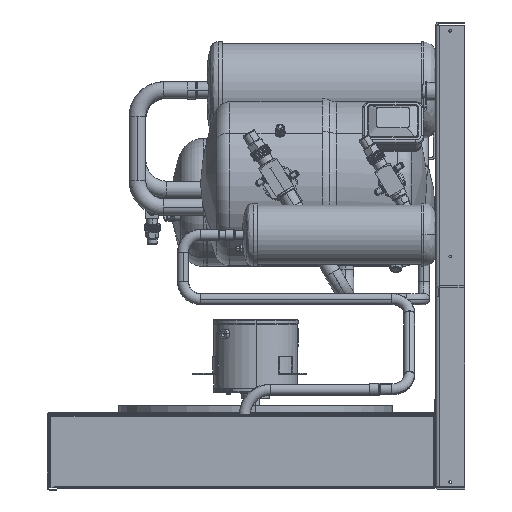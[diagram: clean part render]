
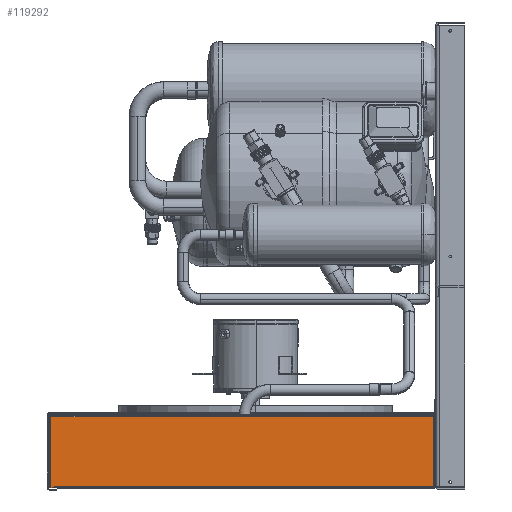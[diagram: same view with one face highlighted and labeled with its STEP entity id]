
A CAD part, left-side view. The second image highlights one B-rep face of the part: STEP entity #119292.
In plain terms, the highlighted face is planar.
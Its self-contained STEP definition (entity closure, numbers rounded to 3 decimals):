
#429 = DIRECTION ( 'NONE',  ( 0., 1., 0. ) ) ;
#3327 = LINE ( 'NONE', #29009, #96142 ) ;
#4664 = VERTEX_POINT ( 'NONE', #17742 ) ;
#4749 = ORIENTED_EDGE ( 'NONE', *, *, #42645, .F. ) ;
#6907 = VERTEX_POINT ( 'NONE', #8521 ) ;
#8173 = EDGE_LOOP ( 'NONE', ( #113118, #86902, #117636, #45055, #83645, #40104, #26787, #18140, #92151, #42709, #4749, #116063 ) ) ;
#8521 = CARTESIAN_POINT ( 'NONE',  ( 0., 654.8, -121.25 ) ) ;
#10942 = VECTOR ( 'NONE', #82005, 1000. ) ;
#11570 = CARTESIAN_POINT ( 'NONE',  ( 0., 645.5, -2.55 ) ) ;
#12411 = CARTESIAN_POINT ( 'NONE',  ( 0., 0., -121.25 ) ) ;
#13038 = CARTESIAN_POINT ( 'NONE',  ( 0., 1.8, -125.3 ) ) ;
#13968 = VECTOR ( 'NONE', #429, 1000. ) ;
#14502 = VERTEX_POINT ( 'NONE', #88842 ) ;
#16130 = VERTEX_POINT ( 'NONE', #11570 ) ;
#17742 = CARTESIAN_POINT ( 'NONE',  ( 0., 654.8, -122. ) ) ;
#18140 = ORIENTED_EDGE ( 'NONE', *, *, #90579, .T. ) ;
#18885 = VERTEX_POINT ( 'NONE', #110476 ) ;
#22700 = VECTOR ( 'NONE', #50417, 1000. ) ;
#24672 = VERTEX_POINT ( 'NONE', #37648 ) ;
#24737 = EDGE_CURVE ( 'NONE', #100025, #16130, #64697, .T. ) ;
#26787 = ORIENTED_EDGE ( 'NONE', *, *, #119718, .F. ) ;
#28742 = LINE ( 'NONE', #67573, #50463 ) ;
#29009 = CARTESIAN_POINT ( 'NONE',  ( 0., 659.8, -125.3 ) ) ;
#30898 = VECTOR ( 'NONE', #49178, 1000. ) ;
#31592 = CARTESIAN_POINT ( 'NONE',  ( 0., 645.5, -1.8 ) ) ;
#37648 = CARTESIAN_POINT ( 'NONE',  ( 0., 646.25, -2.55 ) ) ;
#38049 = DIRECTION ( 'NONE',  ( 0., 0., -1. ) ) ;
#39917 = CARTESIAN_POINT ( 'NONE',  ( 0., 656.5, -125.3 ) ) ;
#40031 = DIRECTION ( 'NONE',  ( 0., 0., -1. ) ) ;
#40104 = ORIENTED_EDGE ( 'NONE', *, *, #98990, .T. ) ;
#40862 = AXIS2_PLACEMENT_3D ( 'NONE', #45411, #119645, #64130 ) ;
#40949 = DIRECTION ( 'NONE',  ( 0., 0., 1. ) ) ;
#42520 = VERTEX_POINT ( 'NONE', #60150 ) ;
#42645 = EDGE_CURVE ( 'NONE', #104902, #46317, #112459, .T. ) ;
#42709 = ORIENTED_EDGE ( 'NONE', *, *, #93512, .F. ) ;
#43384 = VECTOR ( 'NONE', #89838, 1000. ) ;
#45022 = CARTESIAN_POINT ( 'NONE',  ( 0., 655.55, -125.3 ) ) ;
#45055 = ORIENTED_EDGE ( 'NONE', *, *, #84955, .F. ) ;
#45389 = LINE ( 'NONE', #13038, #91884 ) ;
#45411 = CARTESIAN_POINT ( 'NONE',  ( 0., 0., 0. ) ) ;
#45498 = FACE_OUTER_BOUND ( 'NONE', #8173, .T. ) ;
#46317 = VERTEX_POINT ( 'NONE', #111896 ) ;
#47186 = EDGE_CURVE ( 'NONE', #18885, #14502, #47283, .T. ) ;
#47283 = LINE ( 'NONE', #68714, #22700 ) ;
#49178 = DIRECTION ( 'NONE',  ( 0., 0., 1. ) ) ;
#50417 = DIRECTION ( 'NONE',  ( 0., -1., 0. ) ) ;
#50463 = VECTOR ( 'NONE', #40031, 1000. ) ;
#50613 = EDGE_CURVE ( 'NONE', #6907, #4664, #28742, .T. ) ;
#53013 = CARTESIAN_POINT ( 'NONE',  ( 0., 1.8, -122. ) ) ;
#53707 = DIRECTION ( 'NONE',  ( 0., 0., 1. ) ) ;
#54519 = CARTESIAN_POINT ( 'NONE',  ( 0., 646.25, 0. ) ) ;
#54747 = PLANE ( 'NONE',  #40862 ) ;
#55378 = LINE ( 'NONE', #54519, #101798 ) ;
#60150 = CARTESIAN_POINT ( 'NONE',  ( 0., 1.8, -1.8 ) ) ;
#64130 = DIRECTION ( 'NONE',  ( 0., 0., 1. ) ) ;
#64697 = LINE ( 'NONE', #93623, #89347 ) ;
#67313 = LINE ( 'NONE', #31592, #92010 ) ;
#67573 = CARTESIAN_POINT ( 'NONE',  ( 0., 654.8, 0. ) ) ;
#68714 = CARTESIAN_POINT ( 'NONE',  ( 0., 0., 0. ) ) ;
#72909 = LINE ( 'NONE', #12411, #119357 ) ;
#80160 = LINE ( 'NONE', #39917, #30898 ) ;
#82005 = DIRECTION ( 'NONE',  ( 0., 0., 1. ) ) ;
#82862 = CARTESIAN_POINT ( 'NONE',  ( 0., 656.5, -125.3 ) ) ;
#83645 = ORIENTED_EDGE ( 'NONE', *, *, #24737, .F. ) ;
#84955 = EDGE_CURVE ( 'NONE', #16130, #24672, #87900, .T. ) ;
#86902 = ORIENTED_EDGE ( 'NONE', *, *, #47186, .T. ) ;
#87104 = DIRECTION ( 'NONE',  ( 0., -1., 0. ) ) ;
#87900 = LINE ( 'NONE', #93687, #13968 ) ;
#88842 = CARTESIAN_POINT ( 'NONE',  ( 0., 646.25, 0. ) ) ;
#89347 = VECTOR ( 'NONE', #38049, 1000. ) ;
#89838 = DIRECTION ( 'NONE',  ( 0., 1., 0. ) ) ;
#90579 = EDGE_CURVE ( 'NONE', #108083, #4664, #117414, .T. ) ;
#91884 = VECTOR ( 'NONE', #40949, 1000. ) ;
#92010 = VECTOR ( 'NONE', #87104, 1000. ) ;
#92151 = ORIENTED_EDGE ( 'NONE', *, *, #50613, .F. ) ;
#92253 = VERTEX_POINT ( 'NONE', #82862 ) ;
#93512 = EDGE_CURVE ( 'NONE', #46317, #6907, #72909, .T. ) ;
#93623 = CARTESIAN_POINT ( 'NONE',  ( 0., 645.5, 0. ) ) ;
#93687 = CARTESIAN_POINT ( 'NONE',  ( 0., 0., -2.55 ) ) ;
#94634 = CARTESIAN_POINT ( 'NONE',  ( 0., 645.5, -1.8 ) ) ;
#95872 = DIRECTION ( 'NONE',  ( 0., -1., 0. ) ) ;
#96142 = VECTOR ( 'NONE', #103173, 1000. ) ;
#98990 = EDGE_CURVE ( 'NONE', #100025, #42520, #67313, .T. ) ;
#100025 = VERTEX_POINT ( 'NONE', #94634 ) ;
#101798 = VECTOR ( 'NONE', #53707, 1000. ) ;
#103173 = DIRECTION ( 'NONE',  ( 0., 1., 0. ) ) ;
#104902 = VERTEX_POINT ( 'NONE', #45022 ) ;
#105803 = EDGE_CURVE ( 'NONE', #92253, #18885, #80160, .T. ) ;
#108083 = VERTEX_POINT ( 'NONE', #53013 ) ;
#108468 = CARTESIAN_POINT ( 'NONE',  ( 0., 1.8, -122. ) ) ;
#110014 = CARTESIAN_POINT ( 'NONE',  ( 0., 655.55, 0. ) ) ;
#110476 = CARTESIAN_POINT ( 'NONE',  ( 0., 656.5, 0. ) ) ;
#111896 = CARTESIAN_POINT ( 'NONE',  ( 0., 655.55, -121.25 ) ) ;
#112459 = LINE ( 'NONE', #110014, #10942 ) ;
#113118 = ORIENTED_EDGE ( 'NONE', *, *, #105803, .T. ) ;
#113662 = EDGE_CURVE ( 'NONE', #24672, #14502, #55378, .T. ) ;
#115348 = EDGE_CURVE ( 'NONE', #104902, #92253, #3327, .T. ) ;
#116063 = ORIENTED_EDGE ( 'NONE', *, *, #115348, .T. ) ;
#117414 = LINE ( 'NONE', #108468, #43384 ) ;
#117636 = ORIENTED_EDGE ( 'NONE', *, *, #113662, .F. ) ;
#119292 = ADVANCED_FACE ( 'NONE', ( #45498 ), #54747, .F. ) ;
#119357 = VECTOR ( 'NONE', #95872, 1000. ) ;
#119645 = DIRECTION ( 'NONE',  ( -1., 0., 0. ) ) ;
#119718 = EDGE_CURVE ( 'NONE', #108083, #42520, #45389, .T. ) ;
